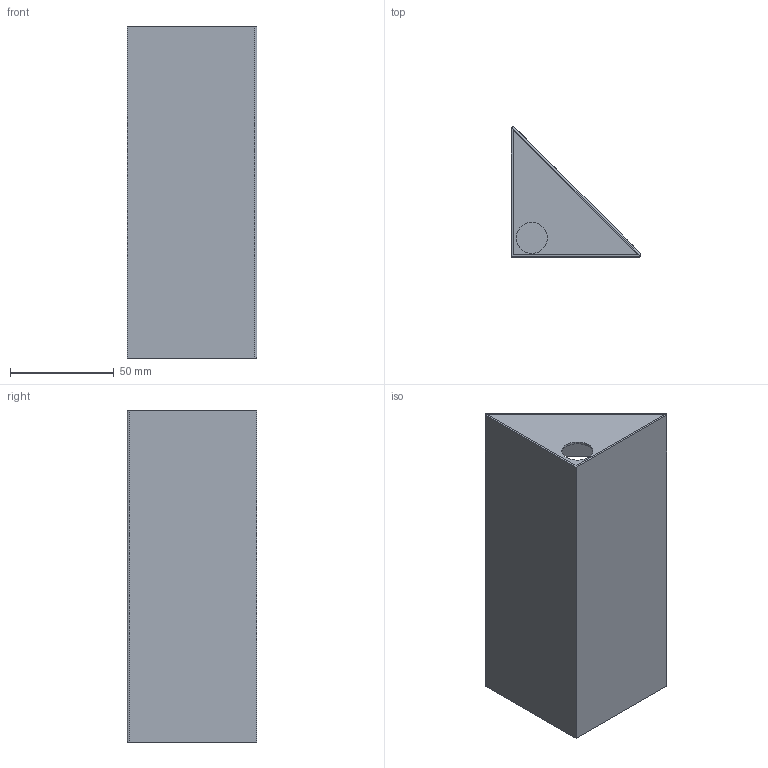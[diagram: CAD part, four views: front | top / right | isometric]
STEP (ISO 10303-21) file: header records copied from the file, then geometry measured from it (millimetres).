
FILE_DESCRIPTION(/* description */ (''),/* implementation_level */ '2;1');
FILE_NAME(/* name */ 'projectv2.step',/* time_stamp */ '2025-08-04T21:52:31+01:00',/* author */ (''),/* organization */ (''),/* preprocessor_version */ 'ST-DEVELOPER v20.1',/* originating_system */ 'Autodesk Translation Framework v14.10.0.0',/* authorisation */ '');
FILE_SCHEMA (('AUTOMOTIVE_DESIGN { 1 0 10303 214 3 1 1 }'));
Length unit declared in the file: millimetre
Products named in the file (1): clock
Bounding box: 62.58 x 62.58 x 160 mm (x, y, z)
Volume: 34673 mm3; surface area: 64232.3 mm2
Topology: 3 solids, 3 shells, 214 faces, 582 edges, 388 vertices
Faces by surface type: plane 105, bspline 97, cylinder 12
Full cylindrical faces by diameter (mm): 15 x2, 17 x2
Entity records: 7659 total; most frequent: CARTESIAN_POINT 2834, ORIENTED_EDGE 1164, DIRECTION 648, EDGE_CURVE 582, VERTEX_POINT 388, LINE 364, VECTOR 364, EDGE_LOOP 242
